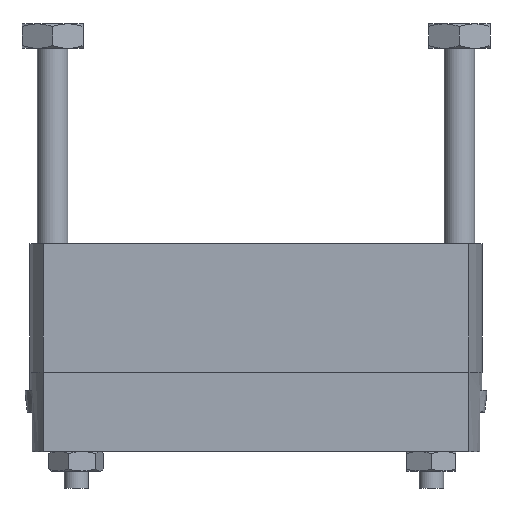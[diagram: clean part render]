
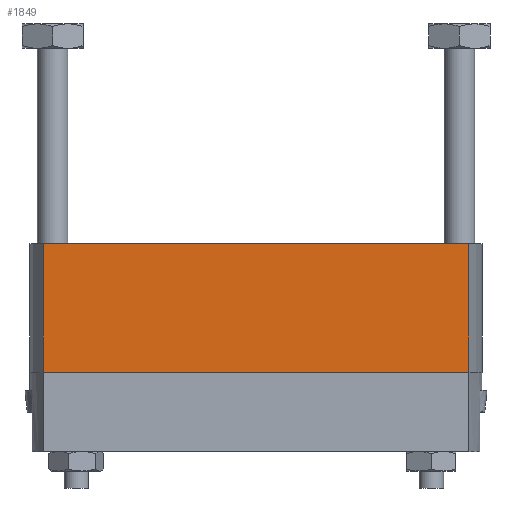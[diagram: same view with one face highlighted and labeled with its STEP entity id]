
A CAD part, front view. The second image highlights one B-rep face of the part: STEP entity #1849.
In plain terms, the highlighted planar face has unit normal (0, -1, 0).
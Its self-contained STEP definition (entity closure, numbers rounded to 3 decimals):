
#603 = CARTESIAN_POINT ( 'NONE',  ( -17.412, -6.25, -10.5 ) ) ;
#1092 = LINE ( 'NONE', #7367, #7937 ) ;
#1849 = ADVANCED_FACE ( 'NONE', ( #5784 ), #2396, .T. ) ;
#2032 = AXIS2_PLACEMENT_3D ( 'NONE', #2382, #2342, #2336 ) ;
#2336 = DIRECTION ( 'NONE',  ( 1., 0., 0. ) ) ;
#2342 = DIRECTION ( 'NONE',  ( 0., -1., 0. ) ) ;
#2382 = CARTESIAN_POINT ( 'NONE',  ( 17.412, -6.25, -10.5 ) ) ;
#2396 = PLANE ( 'NONE',  #2032 ) ;
#3123 = CARTESIAN_POINT ( 'NONE',  ( -17.412, -6.25, 0. ) ) ;
#3127 = VERTEX_POINT ( 'NONE', #603 ) ;
#3504 = VECTOR ( 'NONE', #4931, 1000. ) ;
#3538 = CARTESIAN_POINT ( 'NONE',  ( 17.412, -6.25, -10.5 ) ) ;
#3597 = VERTEX_POINT ( 'NONE', #3123 ) ;
#3598 = EDGE_CURVE ( 'NONE', #3127, #3597, #5905, .T. ) ;
#3877 = EDGE_LOOP ( 'NONE', ( #9585, #9246, #7839, #4636 ) ) ;
#4159 = VECTOR ( 'NONE', #9160, 1000. ) ;
#4636 = ORIENTED_EDGE ( 'NONE', *, *, #11372, .T. ) ;
#4931 = DIRECTION ( 'NONE',  ( 0., 0., 1. ) ) ;
#5308 = VERTEX_POINT ( 'NONE', #10950 ) ;
#5607 = CARTESIAN_POINT ( 'NONE',  ( 17.412, -6.25, 0. ) ) ;
#5784 = FACE_OUTER_BOUND ( 'NONE', #3877, .T. ) ;
#5905 = LINE ( 'NONE', #11007, #3504 ) ;
#6262 = VERTEX_POINT ( 'NONE', #9094 ) ;
#6525 = DIRECTION ( 'NONE',  ( 0., 0., 1. ) ) ;
#6570 = LINE ( 'NONE', #5607, #4159 ) ;
#6879 = VECTOR ( 'NONE', #7110, 1000. ) ;
#7110 = DIRECTION ( 'NONE',  ( 1., 0., 0. ) ) ;
#7367 = CARTESIAN_POINT ( 'NONE',  ( 17.412, -6.25, -10.5 ) ) ;
#7839 = ORIENTED_EDGE ( 'NONE', *, *, #10321, .T. ) ;
#7937 = VECTOR ( 'NONE', #6525, 1000. ) ;
#9094 = CARTESIAN_POINT ( 'NONE',  ( 17.412, -6.25, -10.5 ) ) ;
#9160 = DIRECTION ( 'NONE',  ( 1., 0., 0. ) ) ;
#9246 = ORIENTED_EDGE ( 'NONE', *, *, #3598, .F. ) ;
#9585 = ORIENTED_EDGE ( 'NONE', *, *, #10887, .F. ) ;
#10321 = EDGE_CURVE ( 'NONE', #3127, #6262, #11449, .T. ) ;
#10887 = EDGE_CURVE ( 'NONE', #3597, #5308, #6570, .T. ) ;
#10950 = CARTESIAN_POINT ( 'NONE',  ( 17.412, -6.25, 0. ) ) ;
#11007 = CARTESIAN_POINT ( 'NONE',  ( -17.412, -6.25, -10.5 ) ) ;
#11372 = EDGE_CURVE ( 'NONE', #6262, #5308, #1092, .T. ) ;
#11449 = LINE ( 'NONE', #3538, #6879 ) ;
